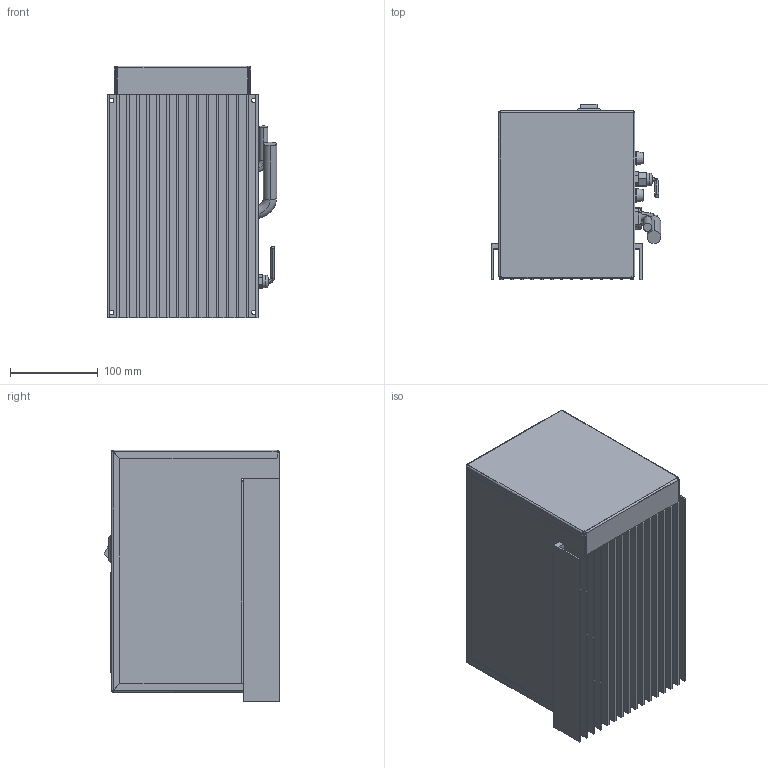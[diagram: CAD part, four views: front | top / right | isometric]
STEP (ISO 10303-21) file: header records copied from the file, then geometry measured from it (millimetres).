
FILE_DESCRIPTION (( 'STEP AP214' ), '1' );
FILE_NAME ('pn 121-000-0756_model VF-18_with accel.STEP', '2026-02-25T21:10:44', ( '' ), ( '' ), 'SwSTEP 2.0', 'SolidWorks 2022', '' );
FILE_SCHEMA (( 'AUTOMOTIVE_DESIGN' ));
Length unit declared in the file: inch
Products named in the file (15): 104-000-0108; CORD-SHORTR RAD_DEFAULT; 112-000-0301-3D_DEFAULT; 112-000-0057-3D_DEFAULT; 112-000-0300-3D_DEFAULT; pn 121-000-0756_model VF-18_with accel; 112-000-0299-3D_DEFAULT; EXCELLEROMETER FITTING SIM TO 112-0236_DEFAULT; 106-000-0022-FUSE-3D; KNOCKOUT .555_DEFAULT; ECCELLEROMETER CABLE_DEFAULT; SWITCH_220V_DEFAULT; CORD-590_DEFAULT; 112-000-0298-3D_DEFAULT; 112-000-0306-3D_DEFAULT
Assembly tree (16 placements, depth 2):
  pn 121-000-0756_model VF-18_with accel
    112-000-0298-3D_DEFAULT
    112-000-0299-3D_DEFAULT
    112-000-0300-3D_DEFAULT
    112-000-0301-3D_DEFAULT
    104-000-0108
    106-000-0022-FUSE-3D  x2
    112-000-0057-3D_DEFAULT
    ECCELLEROMETER CABLE_DEFAULT
    EXCELLEROMETER FITTING SIM TO 112-0236_DEFAULT
    KNOCKOUT .555_DEFAULT  x2
    SWITCH_220V_DEFAULT
    CORD-SHORTR RAD_DEFAULT
    112-000-0306-3D_DEFAULT
    CORD-590_DEFAULT
Bounding box: 192.59 x 199.97 x 286.71 mm (x, y, z)
Volume: 964897.3 mm3; surface area: 817480.9 mm2
Topology: 73 solids, 73 shells, 1834 faces, 4529 edges, 2984 vertices
Faces by surface type: plane 1141, bspline 419, cylinder 242, torus 21, sphere 8, cone 3
Full cylindrical faces by diameter (mm): 0.508 x55, 0.859 x1, 3.002 x1, 3.554 x1, 4.216 x1, 5.055 x4, 8.89 x1, 12.7 x2, 13.097 x7, 14.097 x2, 14.478 x1, 15.494 x2
Entity records: 77179 total; most frequent: CARTESIAN_POINT 34228, ORIENTED_EDGE 8830, DIRECTION 6903, EDGE_CURVE 4415, LINE 3021, VECTOR 3021, VERTEX_POINT 2965, EDGE_LOOP 2082
